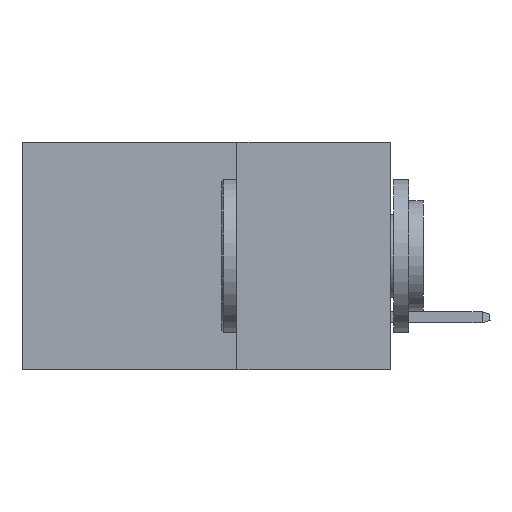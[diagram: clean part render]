
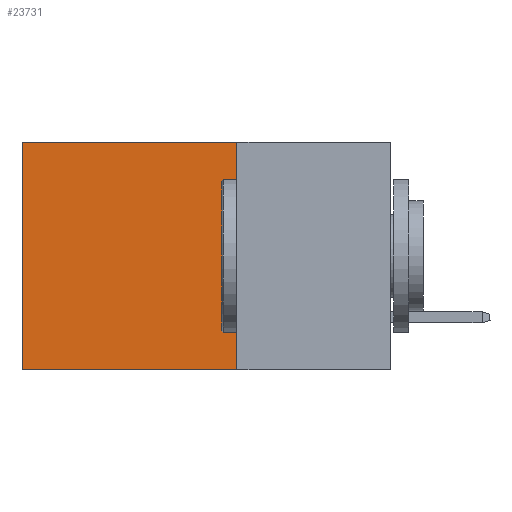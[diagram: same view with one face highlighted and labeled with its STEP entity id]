
A CAD part, left-side view. The second image highlights one B-rep face of the part: STEP entity #23731.
In plain terms, the highlighted planar face has unit normal (-1, 0, 0).
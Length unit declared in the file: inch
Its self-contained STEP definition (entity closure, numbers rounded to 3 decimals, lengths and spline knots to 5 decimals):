
#308 = EDGE_LOOP ( 'NONE', ( #20174, #24360, #23083, #11158 ) ) ;
#1114 = CARTESIAN_POINT ( 'NONE',  ( 0.2875, 0.25, 0. ) ) ;
#1324 = VERTEX_POINT ( 'NONE', #8597 ) ;
#1334 = CARTESIAN_POINT ( 'NONE',  ( 0.2875, 0.25, -0.37 ) ) ;
#1461 = EDGE_CURVE ( 'NONE', #1324, #10363, #25962, .T. ) ;
#1762 = EDGE_CURVE ( 'NONE', #24789, #2046, #24678, .T. ) ;
#2046 = VERTEX_POINT ( 'NONE', #4544 ) ;
#3214 = VECTOR ( 'NONE', #4538, 39.37008 ) ;
#4538 = DIRECTION ( 'NONE',  ( 0., 1., 0. ) ) ;
#4544 = CARTESIAN_POINT ( 'NONE',  ( 0.2875, 0.6, 0. ) ) ;
#5270 = CARTESIAN_POINT ( 'NONE',  ( 0.2875, 0.25, 0. ) ) ;
#5768 = DIRECTION ( 'NONE',  ( 0., 0., -1. ) ) ;
#7817 = CARTESIAN_POINT ( 'NONE',  ( 0.2875, 0.6, -0.37 ) ) ;
#8597 = CARTESIAN_POINT ( 'NONE',  ( 0.2875, 0.25, -0.37 ) ) ;
#10158 = VECTOR ( 'NONE', #21837, 39.37008 ) ;
#10363 = VERTEX_POINT ( 'NONE', #7817 ) ;
#11158 = ORIENTED_EDGE ( 'NONE', *, *, #1762, .T. ) ;
#11657 = CARTESIAN_POINT ( 'NONE',  ( 0.2875, 0.25, 0. ) ) ;
#13135 = DIRECTION ( 'NONE',  ( 0., 0., -1. ) ) ;
#15657 = DIRECTION ( 'NONE',  ( 0., 1., 0. ) ) ;
#15980 = EDGE_CURVE ( 'NONE', #24789, #1324, #19613, .T. ) ;
#17879 = DIRECTION ( 'NONE',  ( 1., 0., 0. ) ) ;
#19613 = LINE ( 'NONE', #1114, #25331 ) ;
#19817 = CARTESIAN_POINT ( 'NONE',  ( 0.2875, 0.6, 0. ) ) ;
#19942 = AXIS2_PLACEMENT_3D ( 'NONE', #11657, #17879, #5768 ) ;
#20174 = ORIENTED_EDGE ( 'NONE', *, *, #25066, .T. ) ;
#21438 = LINE ( 'NONE', #19817, #10158 ) ;
#21837 = DIRECTION ( 'NONE',  ( 0., 0., -1. ) ) ;
#22742 = CARTESIAN_POINT ( 'NONE',  ( 0.2875, 0.25, 0. ) ) ;
#23083 = ORIENTED_EDGE ( 'NONE', *, *, #15980, .F. ) ;
#23692 = PLANE ( 'NONE',  #19942 ) ;
#23731 = ADVANCED_FACE ( 'NONE', ( #25651 ), #23692, .F. ) ;
#24360 = ORIENTED_EDGE ( 'NONE', *, *, #1461, .F. ) ;
#24678 = LINE ( 'NONE', #22742, #3214 ) ;
#24789 = VERTEX_POINT ( 'NONE', #5270 ) ;
#25066 = EDGE_CURVE ( 'NONE', #2046, #10363, #21438, .T. ) ;
#25331 = VECTOR ( 'NONE', #13135, 39.37008 ) ;
#25641 = VECTOR ( 'NONE', #15657, 39.37008 ) ;
#25651 = FACE_OUTER_BOUND ( 'NONE', #308, .T. ) ;
#25962 = LINE ( 'NONE', #1334, #25641 ) ;
